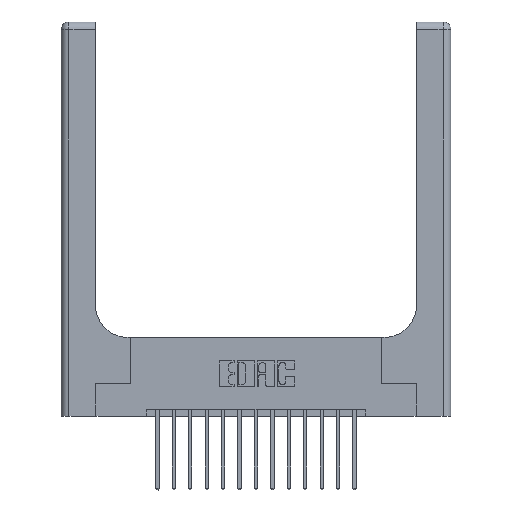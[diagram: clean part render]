
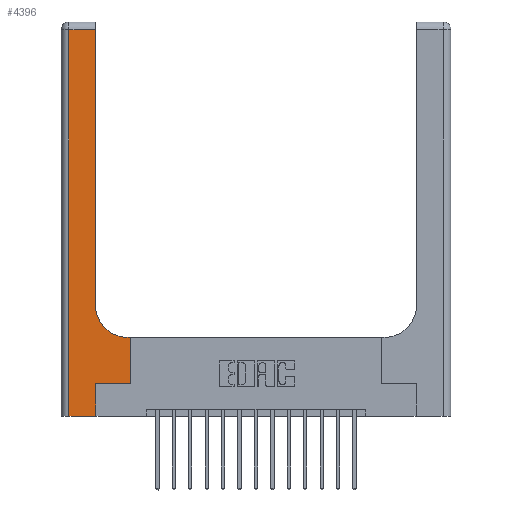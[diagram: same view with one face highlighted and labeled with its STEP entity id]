
A CAD part, top view. The second image highlights one B-rep face of the part: STEP entity #4396.
In plain terms, the highlighted planar face has unit normal (0, 0, 1).
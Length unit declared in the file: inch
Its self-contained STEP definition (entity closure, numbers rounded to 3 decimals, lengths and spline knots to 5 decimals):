
#47 = DIRECTION ( 'NONE',  ( 0., -1., 0. ) ) ;
#327 = DIRECTION ( 'NONE',  ( 1., 0., 0. ) ) ;
#1165 = ORIENTED_EDGE ( 'NONE', *, *, #6059, .T. ) ;
#1261 = LINE ( 'NONE', #12170, #2766 ) ;
#1568 = CARTESIAN_POINT ( 'NONE',  ( 0.06, 3., 0.37 ) ) ;
#1761 = EDGE_LOOP ( 'NONE', ( #7476, #10236, #13382, #11259, #1165, #13529, #17300, #9196, #9812 ) ) ;
#1900 = LINE ( 'NONE', #10181, #2939 ) ;
#2205 = FACE_OUTER_BOUND ( 'NONE', #1761, .T. ) ;
#2371 = DIRECTION ( 'NONE',  ( -1., 0., 0. ) ) ;
#2478 = CARTESIAN_POINT ( 'NONE',  ( 0.528, 0.25, 0.37 ) ) ;
#2502 = PLANE ( 'NONE',  #15936 ) ;
#2655 = CARTESIAN_POINT ( 'NONE',  ( 0.26, 2.94, 0.37 ) ) ;
#2720 = LINE ( 'NONE', #10208, #9821 ) ;
#2766 = VECTOR ( 'NONE', #17575, 39.37008 ) ;
#2897 = CARTESIAN_POINT ( 'NONE',  ( 0.265, 0., 0.37 ) ) ;
#2917 = DIRECTION ( 'NONE',  ( 0., 0., -1. ) ) ;
#2939 = VECTOR ( 'NONE', #13074, 39.37008 ) ;
#3595 = CARTESIAN_POINT ( 'NONE',  ( 0.528, 0.25, 0.37 ) ) ;
#3796 = VERTEX_POINT ( 'NONE', #3595 ) ;
#3804 = CARTESIAN_POINT ( 'NONE',  ( 0., 2.94, 0.37 ) ) ;
#4034 = AXIS2_PLACEMENT_3D ( 'NONE', #10839, #2917, #327 ) ;
#4144 = EDGE_CURVE ( 'NONE', #11184, #17350, #8840, .T. ) ;
#4298 = LINE ( 'NONE', #1568, #9674 ) ;
#4383 = VECTOR ( 'NONE', #6275, 39.37008 ) ;
#4396 = ADVANCED_FACE ( 'NONE', ( #2205 ), #2502, .F. ) ;
#4802 = EDGE_CURVE ( 'NONE', #3796, #17253, #16435, .T. ) ;
#4952 = EDGE_CURVE ( 'NONE', #16870, #12520, #4298, .T. ) ;
#5249 = CARTESIAN_POINT ( 'NONE',  ( 0.528, 0.6, 0.37 ) ) ;
#5259 = LINE ( 'NONE', #6337, #4383 ) ;
#6059 = EDGE_CURVE ( 'NONE', #16770, #13841, #1261, .T. ) ;
#6124 = DIRECTION ( 'NONE',  ( 1., 0., 0. ) ) ;
#6275 = DIRECTION ( 'NONE',  ( 1., 0., 0. ) ) ;
#6337 = CARTESIAN_POINT ( 'NONE',  ( 0., 0., 0.37 ) ) ;
#7025 = EDGE_CURVE ( 'NONE', #13841, #3796, #2720, .T. ) ;
#7476 = ORIENTED_EDGE ( 'NONE', *, *, #15909, .T. ) ;
#8840 = CIRCLE ( 'NONE', #4034, 0.25 ) ;
#9153 = CARTESIAN_POINT ( 'NONE',  ( 0.06, 2.94, 0.37 ) ) ;
#9196 = ORIENTED_EDGE ( 'NONE', *, *, #14690, .T. ) ;
#9231 = DIRECTION ( 'NONE',  ( -1., 0., 0. ) ) ;
#9262 = VECTOR ( 'NONE', #16221, 39.37008 ) ;
#9674 = VECTOR ( 'NONE', #47, 39.37008 ) ;
#9752 = VECTOR ( 'NONE', #2371, 39.37008 ) ;
#9812 = ORIENTED_EDGE ( 'NONE', *, *, #4144, .T. ) ;
#9821 = VECTOR ( 'NONE', #6124, 39.37008 ) ;
#10181 = CARTESIAN_POINT ( 'NONE',  ( 0.26, 3., 0.37 ) ) ;
#10208 = CARTESIAN_POINT ( 'NONE',  ( 0.265, 0.25, 0.37 ) ) ;
#10236 = ORIENTED_EDGE ( 'NONE', *, *, #13551, .T. ) ;
#10839 = CARTESIAN_POINT ( 'NONE',  ( 0.51, 0.85, 0.37 ) ) ;
#11184 = VERTEX_POINT ( 'NONE', #16430 ) ;
#11259 = ORIENTED_EDGE ( 'NONE', *, *, #17551, .T. ) ;
#11648 = VECTOR ( 'NONE', #9231, 39.37008 ) ;
#12078 = DIRECTION ( 'NONE',  ( 0., 0., -1. ) ) ;
#12170 = CARTESIAN_POINT ( 'NONE',  ( 0.265, 0., 0.37 ) ) ;
#12520 = VERTEX_POINT ( 'NONE', #13478 ) ;
#12928 = CARTESIAN_POINT ( 'NONE',  ( 0.265, 0.25, 0.37 ) ) ;
#13074 = DIRECTION ( 'NONE',  ( 0., 1., 0. ) ) ;
#13308 = CARTESIAN_POINT ( 'NONE',  ( 0.26, 0.6, 0.37 ) ) ;
#13382 = ORIENTED_EDGE ( 'NONE', *, *, #4952, .T. ) ;
#13420 = DIRECTION ( 'NONE',  ( -1., 0., 0. ) ) ;
#13478 = CARTESIAN_POINT ( 'NONE',  ( 0.06, 0., 0.37 ) ) ;
#13529 = ORIENTED_EDGE ( 'NONE', *, *, #7025, .T. ) ;
#13551 = EDGE_CURVE ( 'NONE', #17418, #16870, #14198, .T. ) ;
#13841 = VERTEX_POINT ( 'NONE', #12928 ) ;
#14198 = LINE ( 'NONE', #3804, #9752 ) ;
#14690 = EDGE_CURVE ( 'NONE', #17253, #11184, #16475, .T. ) ;
#15120 = CARTESIAN_POINT ( 'NONE',  ( 0.26, 0.85, 0.37 ) ) ;
#15909 = EDGE_CURVE ( 'NONE', #17350, #17418, #1900, .T. ) ;
#15936 = AXIS2_PLACEMENT_3D ( 'NONE', #17323, #12078, #13420 ) ;
#16221 = DIRECTION ( 'NONE',  ( 0., 1., 0. ) ) ;
#16430 = CARTESIAN_POINT ( 'NONE',  ( 0.51, 0.6, 0.37 ) ) ;
#16435 = LINE ( 'NONE', #2478, #9262 ) ;
#16475 = LINE ( 'NONE', #13308, #11648 ) ;
#16770 = VERTEX_POINT ( 'NONE', #2897 ) ;
#16870 = VERTEX_POINT ( 'NONE', #9153 ) ;
#17253 = VERTEX_POINT ( 'NONE', #5249 ) ;
#17300 = ORIENTED_EDGE ( 'NONE', *, *, #4802, .T. ) ;
#17323 = CARTESIAN_POINT ( 'NONE',  ( 0., 3., 0.37 ) ) ;
#17350 = VERTEX_POINT ( 'NONE', #15120 ) ;
#17418 = VERTEX_POINT ( 'NONE', #2655 ) ;
#17551 = EDGE_CURVE ( 'NONE', #12520, #16770, #5259, .T. ) ;
#17575 = DIRECTION ( 'NONE',  ( 0., 1., 0. ) ) ;
